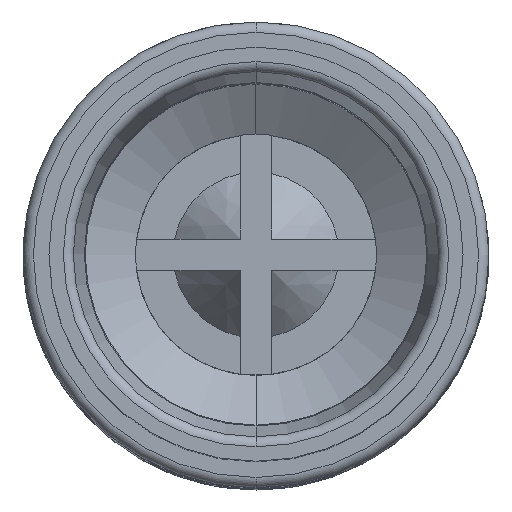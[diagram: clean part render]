
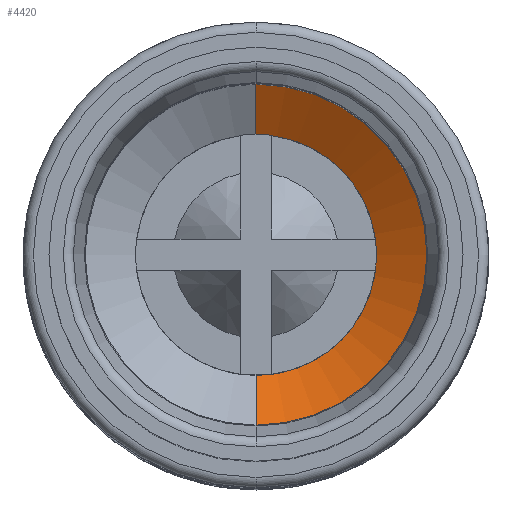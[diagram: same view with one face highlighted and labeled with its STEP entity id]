
A CAD part, top view. The second image highlights one B-rep face of the part: STEP entity #4420.
In plain terms, the highlighted conical face has half-angle 59 degrees and reference radius 3.3 mm.
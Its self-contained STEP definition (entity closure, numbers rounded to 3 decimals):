
#3970=CARTESIAN_POINT('',(0.,0.,8.7));
#3980=DIRECTION('',(0.,0.,-1.));
#3990=DIRECTION('',(1.,0.,0.));
#4000=AXIS2_PLACEMENT_3D('',#3970,#3980,#3990);
#4010=CONICAL_SURFACE('',#4000,3.3,1.03);
#4020=CARTESIAN_POINT('',(3.3,0.,8.7));
#4030=DIRECTION('',(0.857,0.,
-0.515));
#4040=VECTOR('',#4030,3.85);
#4050=LINE('',#4020,#4040);
#4060=CARTESIAN_POINT('',(2.325,0.,
9.286));
#4070=VERTEX_POINT('',#4060);
#4080=CARTESIAN_POINT('',(3.3,0.,8.7));
#4090=VERTEX_POINT('',#4080);
#4100=EDGE_CURVE('',#4070,#4090,#4050,.T.);
#4110=ORIENTED_EDGE('',*,*,#4100,.F.);
#4120=CARTESIAN_POINT('',(0.,0.,8.7));
#4130=DIRECTION('',(0.,0.,1.));
#4140=DIRECTION('',(-1.,0.,0.));
#4150=AXIS2_PLACEMENT_3D('',#4120,#4130,#4140);
#4160=CIRCLE('',#4150,3.3);
#4170=CARTESIAN_POINT('',(-3.3,0.,8.7));
#4180=VERTEX_POINT('',#4170);
#4190=EDGE_CURVE('',#4090,#4180,#4160,.T.);
#4200=ORIENTED_EDGE('',*,*,#4190,.F.);
#4210=CARTESIAN_POINT('',(-3.3,0.,8.7));
#4220=DIRECTION('',(-0.857,0.,
-0.515));
#4230=VECTOR('',#4220,3.85);
#4240=LINE('',#4210,#4230);
#4250=CARTESIAN_POINT('',(-2.325,0.,
9.286));
#4260=VERTEX_POINT('',#4250);
#4270=EDGE_CURVE('',#4260,#4180,#4240,.T.);
#4280=ORIENTED_EDGE('',*,*,#4270,.T.);
#4290=CARTESIAN_POINT('',(0.,0.,
9.286));
#4300=DIRECTION('',(0.,0.,-1.));
#4310=DIRECTION('',(1.,0.,0.));
#4320=AXIS2_PLACEMENT_3D('',#4290,#4300,#4310);
#4330=CIRCLE('',#4320,2.325);
#4340=CARTESIAN_POINT('',(0.,2.325,
9.286));
#4350=VERTEX_POINT('',#4340);
#4360=EDGE_CURVE('',#4260,#4350,#4330,.T.);
#4370=ORIENTED_EDGE('',*,*,#4360,.F.);
#4380=EDGE_CURVE('',#4350,#4070,#4330,.T.);
#4390=ORIENTED_EDGE('',*,*,#4380,.F.);
#4400=EDGE_LOOP('',(#4390,#4370,#4280,#4200,#4110));
#4410=FACE_OUTER_BOUND('',#4400,.T.);
#4420=ADVANCED_FACE('',(#4410),#4010,.F.);
